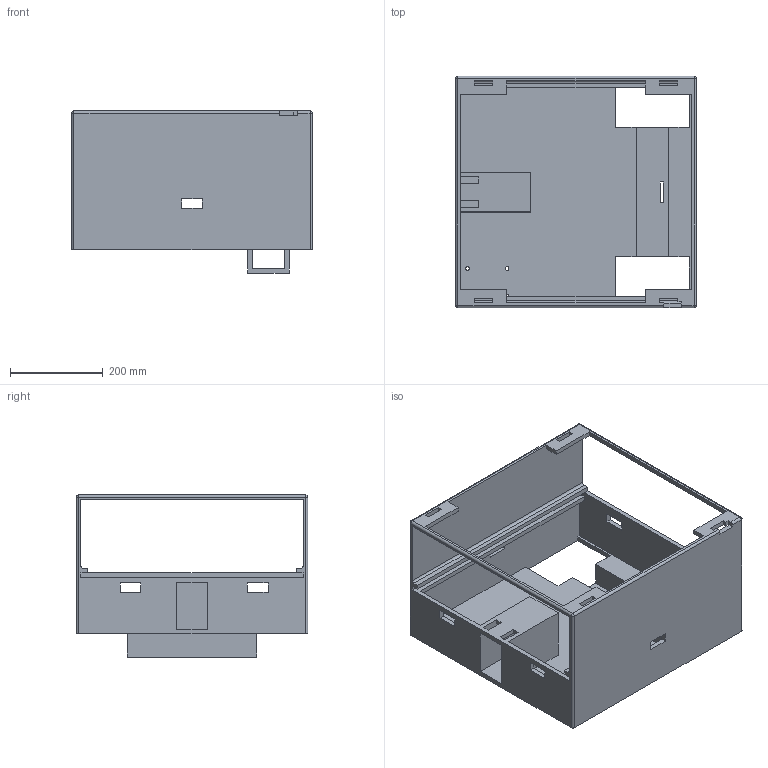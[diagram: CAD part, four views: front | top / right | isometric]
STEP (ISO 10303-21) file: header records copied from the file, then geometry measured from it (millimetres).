
FILE_DESCRIPTION(/* description */ (''),/* implementation_level */ '2;1');
FILE_NAME(/* name */ 'BOX.step',/* time_stamp */ '2023-02-19T15:32:26-08:00',/* author */ (''),/* organization */ (''),/* preprocessor_version */ 'ST-DEVELOPER v19.2',/* originating_system */ 'Autodesk Translation Framework v11.17.0.187',/* authorisation */ '');
FILE_SCHEMA (('AUTOMOTIVE_DESIGN { 1 0 10303 214 3 1 1 }'));
Length unit declared in the file: millimetre
Products named in the file (1): FusionComponent
Bounding box: 520 x 500 x 350 mm (x, y, z)
Volume: 7554580 mm3; surface area: 1575374.3 mm2
Topology: 1 solids, 1 shells, 130 faces, 399 edges, 261 vertices
Faces by surface type: plane 111, cylinder 15, sphere 4
Full cylindrical faces by diameter (mm): 8.011 x1, 8.043 x1, 8.089 x1, 8.16 x1
Entity records: 4497 total; most frequent: ORIENTED_EDGE 798, CARTESIAN_POINT 791, DIRECTION 691, EDGE_CURVE 399, LINE 369, VECTOR 369, VERTEX_POINT 261, EDGE_LOOP 162
